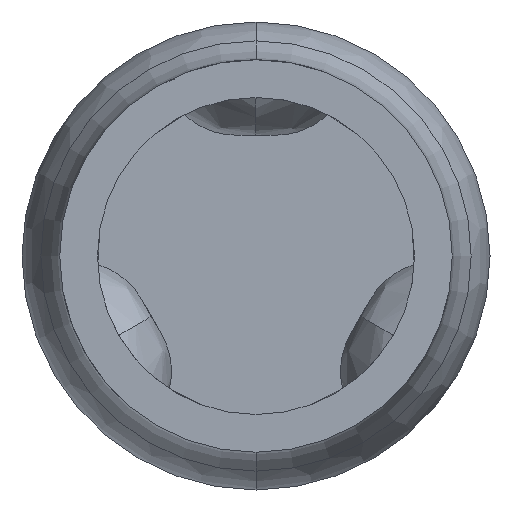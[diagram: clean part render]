
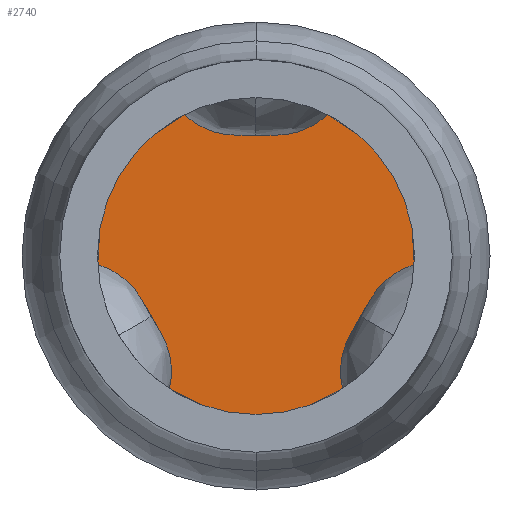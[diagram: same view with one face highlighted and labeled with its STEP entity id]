
A CAD part, front view. The second image highlights one B-rep face of the part: STEP entity #2740.
In plain terms, the highlighted planar face has unit normal (0, -1, 0).
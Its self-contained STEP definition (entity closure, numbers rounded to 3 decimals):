
#368 = AXIS2_PLACEMENT_3D ( 'NONE', #5307, #5357, #2500 ) ;
#560 = EDGE_CURVE ( 'Defeature ausgef�hrt1_52+Defeature ausgef�hrt1_51+Defeature ausgef�hrt1_51+Defeature ausgef�hrt1_51', #5384, #3786, #578, .T. ) ;
#578 = CIRCLE ( 'NONE', #4081, 0.227 ) ;
#623 = CARTESIAN_POINT ( 'NONE',  ( 0., -28.741, 0. ) ) ;
#757 = PLANE ( 'NONE',  #368 ) ;
#1031 = DIRECTION ( 'NONE',  ( 0., -1., 0. ) ) ;
#1150 = DIRECTION ( 'NONE',  ( 0., -1., 0. ) ) ;
#1160 = CARTESIAN_POINT ( 'NONE',  ( 0., -28.741, 0. ) ) ;
#2057 = ORIENTED_EDGE ( 'NONE', *, *, #560, .T. ) ;
#2418 = DIRECTION ( 'NONE',  ( 0., 0., 1. ) ) ;
#2492 = EDGE_LOOP ( 'NONE', ( #2057, #3260 ) ) ;
#2500 = DIRECTION ( 'NONE',  ( 0., 0., -1. ) ) ;
#2740 = ADVANCED_FACE ( 'Defeature ausgef�hrt1_52', ( #4956 ), #757, .T. ) ;
#3260 = ORIENTED_EDGE ( 'NONE', *, *, #3948, .T. ) ;
#3493 = CARTESIAN_POINT ( 'NONE',  ( 0., -28.741, -0.227 ) ) ;
#3786 = VERTEX_POINT ( 'NONE', #3493 ) ;
#3948 = EDGE_CURVE ( 'Defeature ausgef�hrt1_52+Defeature ausgef�hrt1_51+Defeature ausgef�hrt1_51+Defeature ausgef�hrt1_51', #3786, #5384, #4687, .T. ) ;
#4081 = AXIS2_PLACEMENT_3D ( 'NONE', #1160, #1150, #2418 ) ;
#4325 = DIRECTION ( 'NONE',  ( 0., 0., 1. ) ) ;
#4687 = CIRCLE ( 'NONE', #4688, 0.227 ) ;
#4688 = AXIS2_PLACEMENT_3D ( 'NONE', #623, #1031, #4325 ) ;
#4956 = FACE_OUTER_BOUND ( 'NONE', #2492, .T. ) ;
#4970 = CARTESIAN_POINT ( 'NONE',  ( 0., -28.741, 0.227 ) ) ;
#5307 = CARTESIAN_POINT ( 'NONE',  ( 0., -28.741, 0. ) ) ;
#5357 = DIRECTION ( 'NONE',  ( 0., -1., 0. ) ) ;
#5384 = VERTEX_POINT ( 'NONE', #4970 ) ;
